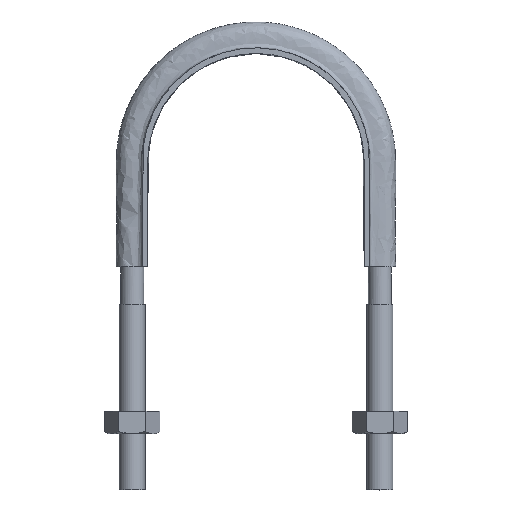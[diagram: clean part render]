
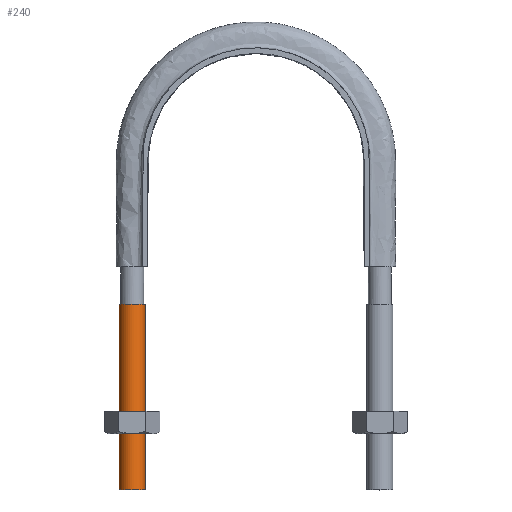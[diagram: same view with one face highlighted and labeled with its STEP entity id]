
A CAD part, top view. The second image highlights one B-rep face of the part: STEP entity #240.
In plain terms, the highlighted cylindrical face has radius 4.6 mm (diameter 9.2 mm), a full revolution.
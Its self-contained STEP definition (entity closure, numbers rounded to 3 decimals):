
#240 = ADVANCED_FACE( '', ( #341, #342 ), #343, .T. );
#341 = FACE_OUTER_BOUND( '', #1184, .T. );
#342 = FACE_OUTER_BOUND( '', #1185, .T. );
#343 = CYLINDRICAL_SURFACE( '', #1186, 4.6 );
#1184 = EDGE_LOOP( '', ( #1454 ) );
#1185 = EDGE_LOOP( '', ( #1455 ) );
#1186 = AXIS2_PLACEMENT_3D( '', #1456, #1457, #1458 );
#1454 = ORIENTED_EDGE( '', *, *, #1883, .F. );
#1455 = ORIENTED_EDGE( '', *, *, #1884, .T. );
#1456 = CARTESIAN_POINT( '', ( -44., 66., 0. ) );
#1457 = DIRECTION( '', ( 0., -1., 0. ) );
#1458 = DIRECTION( '', ( 1., 0., 0. ) );
#1883 = EDGE_CURVE( '', #2059, #2059, #2060, .T. );
#1884 = EDGE_CURVE( '', #2061, #2061, #2062, .T. );
#2059 = VERTEX_POINT( '', #2546 );
#2060 = CIRCLE( '', #2547, 4.6 );
#2061 = VERTEX_POINT( '', #2548 );
#2062 = CIRCLE( '', #2549, 4.6 );
#2546 = CARTESIAN_POINT( '', ( -39.4, 0., 0. ) );
#2547 = AXIS2_PLACEMENT_3D( '', #2938, #2939, #2940 );
#2548 = CARTESIAN_POINT( '', ( -39.4, 66., 0. ) );
#2549 = AXIS2_PLACEMENT_3D( '', #2941, #2942, #2943 );
#2938 = CARTESIAN_POINT( '', ( -44., 0., 0. ) );
#2939 = DIRECTION( '', ( 0., -1., 0. ) );
#2940 = DIRECTION( '', ( 1., 0., 0. ) );
#2941 = CARTESIAN_POINT( '', ( -44., 66., 0. ) );
#2942 = DIRECTION( '', ( 0., -1., 0. ) );
#2943 = DIRECTION( '', ( 1., 0., 0. ) );
